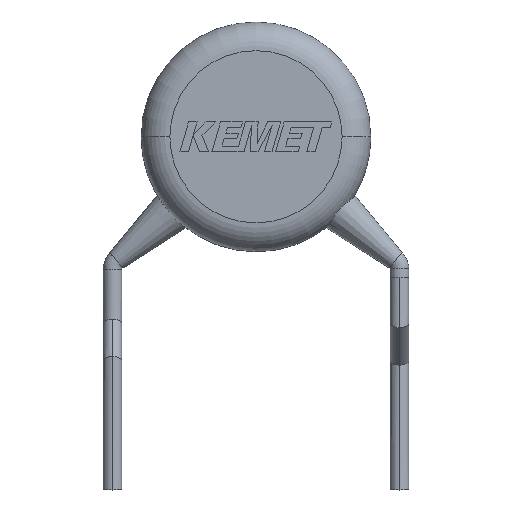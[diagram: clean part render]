
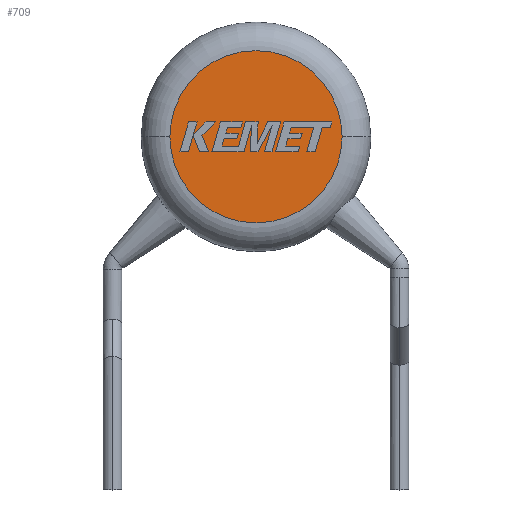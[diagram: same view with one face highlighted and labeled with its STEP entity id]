
A CAD part, top view. The second image highlights one B-rep face of the part: STEP entity #709.
In plain terms, the highlighted planar face has unit normal (0, 0, 1).
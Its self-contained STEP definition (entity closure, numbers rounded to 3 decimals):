
#166 = FACE_OUTER_BOUND ( 'NONE', #4132, .T. ) ;
#541 = CARTESIAN_POINT ( 'NONE',  ( 0., 0., 5.5 ) ) ;
#607 = ORIENTED_EDGE ( 'NONE', *, *, #2167, .T. ) ;
#706 = CARTESIAN_POINT ( 'NONE',  ( 0., 0., 5.5 ) ) ;
#709 = ADVANCED_FACE ( 'NONE', ( #166 ), #1675, .T. ) ;
#855 = DIRECTION ( 'NONE',  ( 0., 0., 1. ) ) ;
#1019 = DIRECTION ( 'NONE',  ( 0., 0., 1. ) ) ;
#1379 = EDGE_CURVE ( 'NONE', #3922, #2122, #2274, .T. ) ;
#1675 = PLANE ( 'NONE',  #3963 ) ;
#1687 = CARTESIAN_POINT ( 'NONE',  ( 0., 0., 5.5 ) ) ;
#1964 = DIRECTION ( 'NONE',  ( 0., 0., 1. ) ) ;
#2122 = VERTEX_POINT ( 'NONE', #3615 ) ;
#2167 = EDGE_CURVE ( 'NONE', #2122, #3922, #2260, .T. ) ;
#2205 = DIRECTION ( 'NONE',  ( 1., 0., 0. ) ) ;
#2260 = CIRCLE ( 'NONE', #3306, 3. ) ;
#2274 = CIRCLE ( 'NONE', #3001, 3. ) ;
#3001 = AXIS2_PLACEMENT_3D ( 'NONE', #541, #855, #2205 ) ;
#3067 = DIRECTION ( 'NONE',  ( 1., 0., 0. ) ) ;
#3306 = AXIS2_PLACEMENT_3D ( 'NONE', #1687, #1964, #3067 ) ;
#3340 = ORIENTED_EDGE ( 'NONE', *, *, #1379, .T. ) ;
#3361 = DIRECTION ( 'NONE',  ( 1., 0., 0. ) ) ;
#3615 = CARTESIAN_POINT ( 'NONE',  ( 3., 0., 5.5 ) ) ;
#3636 = CARTESIAN_POINT ( 'NONE',  ( -3., 0., 5.5 ) ) ;
#3922 = VERTEX_POINT ( 'NONE', #3636 ) ;
#3963 = AXIS2_PLACEMENT_3D ( 'NONE', #706, #1019, #3361 ) ;
#4132 = EDGE_LOOP ( 'NONE', ( #607, #3340 ) ) ;
